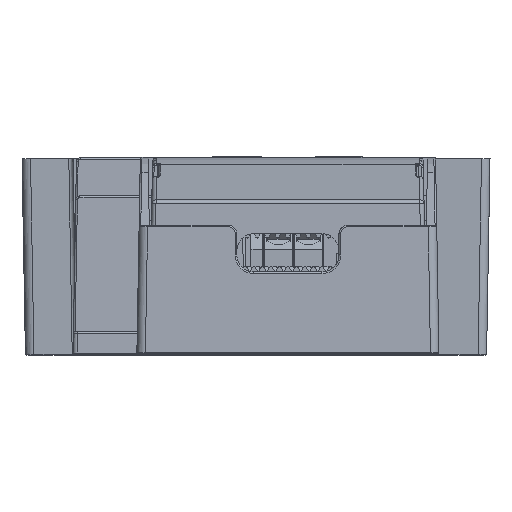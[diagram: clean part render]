
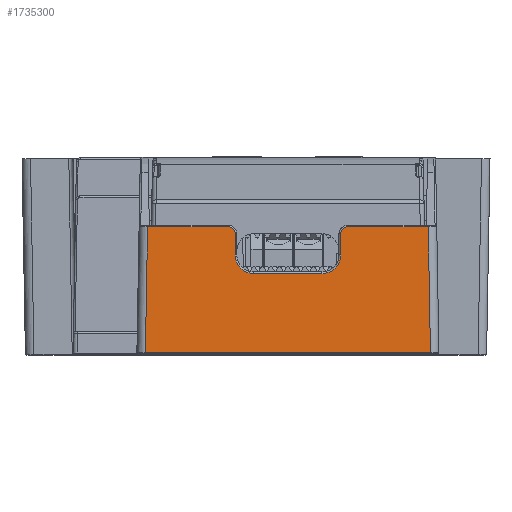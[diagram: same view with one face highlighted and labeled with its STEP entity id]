
A CAD part, top view. The second image highlights one B-rep face of the part: STEP entity #1735300.
In plain terms, the highlighted planar face has unit normal (0, 0.018, 1).
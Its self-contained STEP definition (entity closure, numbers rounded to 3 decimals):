
#1696110=CARTESIAN_POINT('',(-13.,0.,64.5));
#1696120=VERTEX_POINT('',#1696110);
#1696150=CARTESIAN_POINT('',(-13.,0.,64.5));
#1696160=DIRECTION('',(1.,0.,0.));
#1696170=VECTOR('',#1696160,1.);
#1696180=LINE('',#1696150,#1696170);
#1696190=CARTESIAN_POINT('',(20.5,0.,64.5));
#1696200=VERTEX_POINT('',#1696190);
#1696210=EDGE_CURVE('',#1696120,#1696200,#1696180,.T.);
#1734060=CARTESIAN_POINT('',(-3.25,14.803,
64.242));
#1734070=VERTEX_POINT('',#1734060);
#1734160=CARTESIAN_POINT('',(-2.45,14.003,64.256));
#1734170=VERTEX_POINT('',#1734160);
#1734200=CARTESIAN_POINT('',(-3.25,14.004,
64.256));
#1734210=DIRECTION('',(0.,0.017,
1.));
#1734220=DIRECTION('',(1.,0.,
0.));
#1734230=AXIS2_PLACEMENT_3D('',#1734200,#1734210,#1734220);
#1734240=CIRCLE('',#1734230,0.8);
#1734250=EDGE_CURVE('',#1734170,#1734070,#1734240,.T.);
#1734300=CARTESIAN_POINT('',(-16.477,0.,64.5));
#1734310=DIRECTION('',(0.,0.017,1.));
#1734320=DIRECTION('',(-1.,0.,0.));
#1734330=AXIS2_PLACEMENT_3D('',#1734300,#1734310,#1734320);
#1734340=PLANE('',#1734330);
#1734350=ORIENTED_EDGE('',*,*,#1734250,.T.);
#1734360=CARTESIAN_POINT('',(-2.45,14.004,64.256));
#1734370=DIRECTION('',(0.,-1.,0.017));
#1734380=VECTOR('',#1734370,1.);
#1734390=LINE('',#1734360,#1734380);
#1734400=CARTESIAN_POINT('',(-2.45,11.504,
64.299));
#1734410=VERTEX_POINT('',#1734400);
#1734420=EDGE_CURVE('',#1734170,#1734410,#1734390,.T.);
#1734430=ORIENTED_EDGE('',*,*,#1734420,.F.);
#1734440=CARTESIAN_POINT('',(-0.25,9.303,
64.338));
#1734450=CARTESIAN_POINT('',(-0.419,9.304,
64.338));
#1734460=CARTESIAN_POINT('',(-0.745,9.341,
64.337));
#1734470=CARTESIAN_POINT('',(-1.216,9.506,
64.334));
#1734480=CARTESIAN_POINT('',(-1.634,9.77,
64.329));
#1734490=CARTESIAN_POINT('',(-1.984,10.12,
64.323));
#1734500=CARTESIAN_POINT('',(-2.248,10.538,
64.316));
#1734510=CARTESIAN_POINT('',(-2.412,11.008,
64.308));
#1734520=CARTESIAN_POINT('',(-2.45,11.335,
64.302));
#1734530=CARTESIAN_POINT('',(-2.45,11.504,64.299));
#1734540=B_SPLINE_CURVE_WITH_KNOTS('',3,(#1734440,#1734450,#1734460,
#1734470,#1734480,#1734490,#1734500,#1734510,#1734520,#1734530),
.UNSPECIFIED.,.F.,.F.,(4,1,1,1,1,1,1,4),(0.,0.143,
0.286,0.429,0.571,0.714,
0.857,1.),.UNSPECIFIED.);
#1734550=CARTESIAN_POINT('',(-0.25,9.303,
64.338));
#1734560=VERTEX_POINT('',#1734550);
#1734570=EDGE_CURVE('',#1734560,#1734410,#1734540,.T.);
#1734580=ORIENTED_EDGE('',*,*,#1734570,.T.);
#1734590=CARTESIAN_POINT('',(-0.25,9.303,
64.338));
#1734600=DIRECTION('',(1.,0.,0.));
#1734610=VECTOR('',#1734600,1.);
#1734620=LINE('',#1734590,#1734610);
#1734630=CARTESIAN_POINT('',(7.75,9.303,
64.338));
#1734640=VERTEX_POINT('',#1734630);
#1734650=EDGE_CURVE('',#1734560,#1734640,#1734620,.T.);
#1734660=ORIENTED_EDGE('',*,*,#1734650,.F.);
#1734670=CARTESIAN_POINT('',(9.95,11.504,64.299));
#1734680=CARTESIAN_POINT('',(9.95,11.335,
64.302));
#1734690=CARTESIAN_POINT('',(9.912,11.008,
64.308));
#1734700=CARTESIAN_POINT('',(9.748,10.538,
64.316));
#1734710=CARTESIAN_POINT('',(9.484,10.12,
64.323));
#1734720=CARTESIAN_POINT('',(9.134,9.77,
64.329));
#1734730=CARTESIAN_POINT('',(8.716,9.506,
64.334));
#1734740=CARTESIAN_POINT('',(8.245,9.341,
64.337));
#1734750=CARTESIAN_POINT('',(7.919,9.303,
64.338));
#1734760=CARTESIAN_POINT('',(7.75,9.303,
64.338));
#1734770=B_SPLINE_CURVE_WITH_KNOTS('',3,(#1734670,#1734680,#1734690,
#1734700,#1734710,#1734720,#1734730,#1734740,#1734750,#1734760),
.UNSPECIFIED.,.F.,.F.,(4,1,1,1,1,1,1,4),(0.,0.143,
0.286,0.429,0.571,0.714,
0.857,1.),.UNSPECIFIED.);
#1734780=CARTESIAN_POINT('',(9.95,11.504,64.299));
#1734790=VERTEX_POINT('',#1734780);
#1734800=EDGE_CURVE('',#1734790,#1734640,#1734770,.T.);
#1734810=ORIENTED_EDGE('',*,*,#1734800,.T.);
#1734820=CARTESIAN_POINT('',(9.95,11.503,64.299));
#1734830=DIRECTION('',(0.,1.,-0.017));
#1734840=VECTOR('',#1734830,1.);
#1734850=LINE('',#1734820,#1734840);
#1734860=CARTESIAN_POINT('',(9.95,14.003,
64.256));
#1734870=VERTEX_POINT('',#1734860);
#1734880=EDGE_CURVE('',#1734790,#1734870,#1734850,.T.);
#1734890=ORIENTED_EDGE('',*,*,#1734880,.F.);
#1734900=CARTESIAN_POINT('',(10.75,14.004,
64.256));
#1734910=DIRECTION('',(0.,0.017,
1.));
#1734920=DIRECTION('',(0.,1.,
-0.017));
#1734930=AXIS2_PLACEMENT_3D('',#1734900,#1734910,#1734920);
#1734940=CIRCLE('',#1734930,0.8);
#1734950=CARTESIAN_POINT('',(10.75,14.803,
64.242));
#1734960=VERTEX_POINT('',#1734950);
#1734970=EDGE_CURVE('',#1734960,#1734870,#1734940,.T.);
#1734980=ORIENTED_EDGE('',*,*,#1734970,.T.);
#1734990=CARTESIAN_POINT('',(10.75,14.803,
64.242));
#1735000=DIRECTION('',(1.,0.,0.));
#1735010=VECTOR('',#1735000,1.);
#1735020=LINE('',#1734990,#1735010);
#1735030=CARTESIAN_POINT('',(20.242,14.803,
64.242));
#1735040=VERTEX_POINT('',#1735030);
#1735050=EDGE_CURVE('',#1734960,#1735040,#1735020,.T.);
#1735060=ORIENTED_EDGE('',*,*,#1735050,.F.);
#1735070=CARTESIAN_POINT('',(20.5,0.,
64.5));
#1735080=DIRECTION('',(-0.017,1.,
-0.017));
#1735090=VECTOR('',#1735080,1.);
#1735100=LINE('',#1735070,#1735090);
#1735110=EDGE_CURVE('',#1696200,#1735040,#1735100,.T.);
#1735120=ORIENTED_EDGE('',*,*,#1735110,.T.);
#1735130=ORIENTED_EDGE('',*,*,#1696210,.T.);
#1735140=CARTESIAN_POINT('',(-12.742,14.803,
64.242));
#1735150=DIRECTION('',(-0.017,-1.,
0.017));
#1735160=VECTOR('',#1735150,1.);
#1735170=LINE('',#1735140,#1735160);
#1735180=CARTESIAN_POINT('',(-12.742,14.803,
64.242));
#1735190=VERTEX_POINT('',#1735180);
#1735200=EDGE_CURVE('',#1735190,#1696120,#1735170,.T.);
#1735210=ORIENTED_EDGE('',*,*,#1735200,.T.);
#1735220=CARTESIAN_POINT('',(-12.742,14.803,
64.242));
#1735230=DIRECTION('',(1.,0.,0.));
#1735240=VECTOR('',#1735230,1.);
#1735250=LINE('',#1735220,#1735240);
#1735260=EDGE_CURVE('',#1735190,#1734070,#1735250,.T.);
#1735270=ORIENTED_EDGE('',*,*,#1735260,.F.);
#1735280=EDGE_LOOP('',(#1735270,#1735210,#1735130,#1735120,#1735060,
#1734980,#1734890,#1734810,#1734660,#1734580,#1734430,#1734350));
#1735290=FACE_OUTER_BOUND('',#1735280,.T.);
#1735300=ADVANCED_FACE('',(#1735290),#1734340,.T.);
